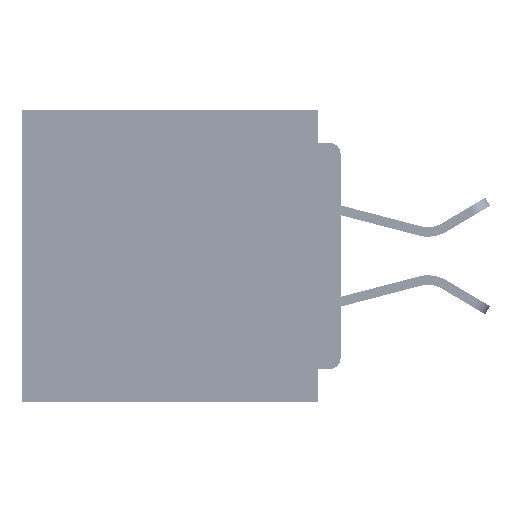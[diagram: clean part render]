
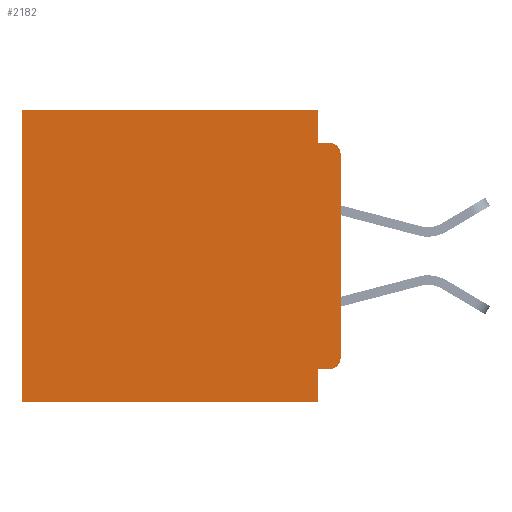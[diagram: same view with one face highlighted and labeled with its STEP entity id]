
A CAD part, left-side view. The second image highlights one B-rep face of the part: STEP entity #2182.
In plain terms, the highlighted planar face has unit normal (-1, 0, 0).
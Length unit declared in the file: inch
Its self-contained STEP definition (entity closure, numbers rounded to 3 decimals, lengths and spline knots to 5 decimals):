
#1079 = VECTOR ( 'NONE', #3168, 39.37008 ) ;
#2182 = ADVANCED_FACE ( 'NONE', ( #15890 ), #12753, .F. ) ;
#2777 = ORIENTED_EDGE ( 'NONE', *, *, #17060, .T. ) ;
#3168 = DIRECTION ( 'NONE',  ( 0., 0., -1. ) ) ;
#4607 = ORIENTED_EDGE ( 'NONE', *, *, #30372, .F. ) ;
#8525 = ORIENTED_EDGE ( 'NONE', *, *, #39844, .F. ) ;
#8890 = AXIS2_PLACEMENT_3D ( 'NONE', #12114, #40804, #16261 ) ;
#9089 = LINE ( 'NONE', #33624, #40542 ) ;
#10044 = LINE ( 'NONE', #34114, #30606 ) ;
#10497 = CARTESIAN_POINT ( 'NONE',  ( 0.3, 0.031, 0. ) ) ;
#11205 = EDGE_CURVE ( 'NONE', #32404, #52956, #44726, .T. ) ;
#11481 = CARTESIAN_POINT ( 'NONE',  ( 0.3, 0.437, -0.4 ) ) ;
#12114 = CARTESIAN_POINT ( 'NONE',  ( 0.3, 0.015, -0.06 ) ) ;
#12377 = CARTESIAN_POINT ( 'NONE',  ( 0.3, 0., -0.34 ) ) ;
#12753 = PLANE ( 'NONE',  #28163 ) ;
#12912 = VERTEX_POINT ( 'NONE', #51088 ) ;
#13181 = DIRECTION ( 'NONE',  ( 0., 1., 0. ) ) ;
#14265 = LINE ( 'NONE', #46696, #52669 ) ;
#14403 = LINE ( 'NONE', #31198, #24000 ) ;
#14942 = DIRECTION ( 'NONE',  ( 0., 1., 0. ) ) ;
#15890 = FACE_OUTER_BOUND ( 'NONE', #32721, .T. ) ;
#16261 = DIRECTION ( 'NONE',  ( 0., 0., -1. ) ) ;
#16295 = CARTESIAN_POINT ( 'NONE',  ( 0.3, 0.437, -0.4 ) ) ;
#17060 = EDGE_CURVE ( 'NONE', #40274, #30453, #45001, .T. ) ;
#17324 = DIRECTION ( 'NONE',  ( 0., 0., -1. ) ) ;
#17991 = EDGE_CURVE ( 'NONE', #22450, #23344, #47998, .T. ) ;
#18153 = DIRECTION ( 'NONE',  ( -1., 0., 0. ) ) ;
#19467 = ORIENTED_EDGE ( 'NONE', *, *, #44477, .F. ) ;
#19674 = VECTOR ( 'NONE', #39602, 39.37008 ) ;
#19712 = EDGE_CURVE ( 'NONE', #12912, #30453, #10044, .T. ) ;
#19941 = CARTESIAN_POINT ( 'NONE',  ( 0.3, 0.015, -0.045 ) ) ;
#20620 = LINE ( 'NONE', #27111, #52012 ) ;
#21141 = CARTESIAN_POINT ( 'NONE',  ( 0.3, 0.015, -0.355 ) ) ;
#22368 = AXIS2_PLACEMENT_3D ( 'NONE', #42662, #18153, #46778 ) ;
#22450 = VERTEX_POINT ( 'NONE', #21141 ) ;
#23171 = DIRECTION ( 'NONE',  ( 0., 0., -1. ) ) ;
#23344 = VERTEX_POINT ( 'NONE', #12377 ) ;
#24000 = VECTOR ( 'NONE', #47476, 39.37008 ) ;
#24265 = VECTOR ( 'NONE', #23171, 39.37008 ) ;
#25813 = ORIENTED_EDGE ( 'NONE', *, *, #35708, .F. ) ;
#27111 = CARTESIAN_POINT ( 'NONE',  ( 0.3, 0., -0.4 ) ) ;
#27694 = EDGE_CURVE ( 'NONE', #46130, #38585, #46053, .T. ) ;
#28163 = AXIS2_PLACEMENT_3D ( 'NONE', #42786, #31568, #17324 ) ;
#28525 = CARTESIAN_POINT ( 'NONE',  ( 0.3, 0.031, -0.4 ) ) ;
#29128 = ORIENTED_EDGE ( 'NONE', *, *, #17991, .T. ) ;
#29960 = ORIENTED_EDGE ( 'NONE', *, *, #33300, .T. ) ;
#30372 = EDGE_CURVE ( 'NONE', #38585, #52956, #20620, .T. ) ;
#30453 = VERTEX_POINT ( 'NONE', #19941 ) ;
#30606 = VECTOR ( 'NONE', #38214, 39.37008 ) ;
#31198 = CARTESIAN_POINT ( 'NONE',  ( 0.3, 0.031, 0. ) ) ;
#31568 = DIRECTION ( 'NONE',  ( 1., 0., 0. ) ) ;
#32404 = VERTEX_POINT ( 'NONE', #49343 ) ;
#32721 = EDGE_LOOP ( 'NONE', ( #25813, #2777, #38430, #19467, #29960, #49153, #4607, #48800, #8525, #29128 ) ) ;
#33300 = EDGE_CURVE ( 'NONE', #45929, #32404, #52328, .T. ) ;
#33624 = CARTESIAN_POINT ( 'NONE',  ( 0.3, 0., -0.355 ) ) ;
#34114 = CARTESIAN_POINT ( 'NONE',  ( 0.3, 0., -0.045 ) ) ;
#35488 = CARTESIAN_POINT ( 'NONE',  ( 0.3, 0., 0. ) ) ;
#35708 = EDGE_CURVE ( 'NONE', #40274, #23344, #14265, .T. ) ;
#36133 = CARTESIAN_POINT ( 'NONE',  ( 0.3, 0.031, -0.355 ) ) ;
#38214 = DIRECTION ( 'NONE',  ( 0., -1., 0. ) ) ;
#38430 = ORIENTED_EDGE ( 'NONE', *, *, #19712, .F. ) ;
#38585 = VERTEX_POINT ( 'NONE', #28525 ) ;
#39602 = DIRECTION ( 'NONE',  ( 0., 1., 0. ) ) ;
#39844 = EDGE_CURVE ( 'NONE', #22450, #46130, #9089, .T. ) ;
#40274 = VERTEX_POINT ( 'NONE', #48634 ) ;
#40542 = VECTOR ( 'NONE', #13181, 39.37008 ) ;
#40804 = DIRECTION ( 'NONE',  ( -1., 0., 0. ) ) ;
#42662 = CARTESIAN_POINT ( 'NONE',  ( 0.3, 0.015, -0.34 ) ) ;
#42786 = CARTESIAN_POINT ( 'NONE',  ( 0.3, 0., -0.4 ) ) ;
#44477 = EDGE_CURVE ( 'NONE', #45929, #12912, #14403, .T. ) ;
#44726 = LINE ( 'NONE', #11481, #1079 ) ;
#45001 = CIRCLE ( 'NONE', #8890, 0.015 ) ;
#45929 = VERTEX_POINT ( 'NONE', #10497 ) ;
#46053 = LINE ( 'NONE', #51994, #24265 ) ;
#46130 = VERTEX_POINT ( 'NONE', #36133 ) ;
#46696 = CARTESIAN_POINT ( 'NONE',  ( 0.3, 0., -0.4 ) ) ;
#46778 = DIRECTION ( 'NONE',  ( 0., 0., -1. ) ) ;
#47476 = DIRECTION ( 'NONE',  ( 0., 0., -1. ) ) ;
#47998 = CIRCLE ( 'NONE', #22368, 0.015 ) ;
#48634 = CARTESIAN_POINT ( 'NONE',  ( 0.3, 0., -0.06 ) ) ;
#48800 = ORIENTED_EDGE ( 'NONE', *, *, #27694, .F. ) ;
#49153 = ORIENTED_EDGE ( 'NONE', *, *, #11205, .T. ) ;
#49343 = CARTESIAN_POINT ( 'NONE',  ( 0.3, 0.437, 0. ) ) ;
#50785 = DIRECTION ( 'NONE',  ( 0., 0., -1. ) ) ;
#51088 = CARTESIAN_POINT ( 'NONE',  ( 0.3, 0.031, -0.045 ) ) ;
#51994 = CARTESIAN_POINT ( 'NONE',  ( 0.3, 0.031, -0.4 ) ) ;
#52012 = VECTOR ( 'NONE', #14942, 39.37008 ) ;
#52328 = LINE ( 'NONE', #35488, #19674 ) ;
#52669 = VECTOR ( 'NONE', #50785, 39.37008 ) ;
#52956 = VERTEX_POINT ( 'NONE', #16295 ) ;
